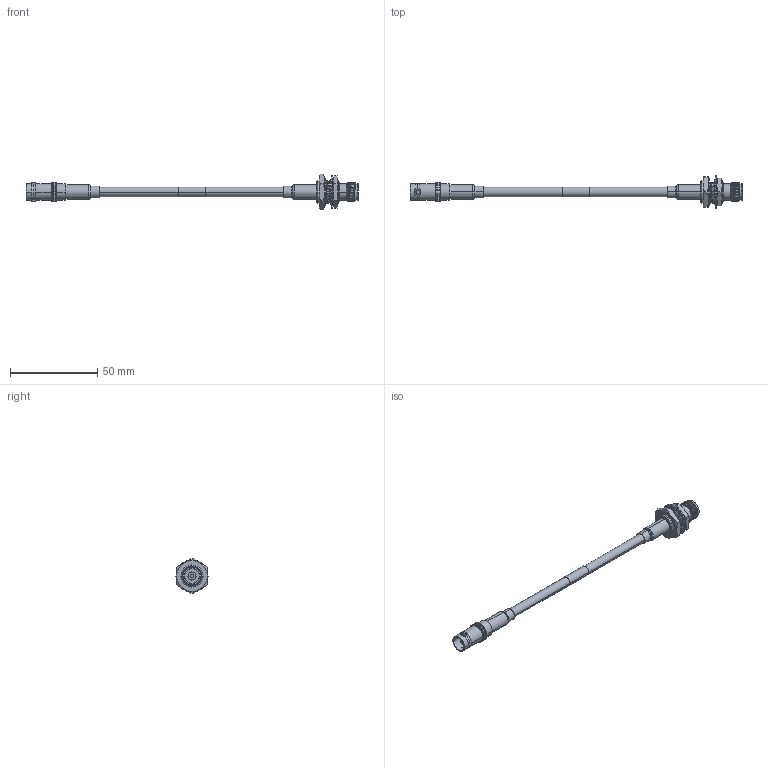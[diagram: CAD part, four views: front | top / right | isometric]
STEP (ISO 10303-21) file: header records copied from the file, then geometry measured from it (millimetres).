
FILE_DESCRIPTION (( 'STEP AP203' ), '1' );
FILE_NAME ('FMCA2712.STEP', '2022-03-09T17:28:37', ( '' ), ( '' ), 'SwSTEP 2.0', 'SolidWorks 2021', '' );
FILE_SCHEMA (( 'CONFIG_CONTROL_DESIGN' ));
Length unit declared in the file: millimetre
Products named in the file (7): CA-240-MA1_.75" Long; FMCN1761; FMCN1761_FERRULE; FMCN1573; RG223_with label; FMCA2712
Assembly tree (7 placements, depth 3):
  FMCA2712
    RG223_with label
    FMCN1573
    FMCN1761
      FMCN1761
      FMCN1761_FERRULE
    CA-240-MA1_.75" Long  x2
Bounding box: 190 x 18.34 x 20.21 mm (x, y, z)
Volume: 7429.7 mm3; surface area: 10474.1 mm2
Topology: 11 solids, 12 shells, 597 faces, 1596 edges, 1041 vertices
Faces by surface type: cylinder 335, plane 93, bspline 75, cone 66, torus 28
Entity records: 32335 total; most frequent: CARTESIAN_POINT 17578, ORIENTED_EDGE 3104, DIRECTION 2881, EDGE_CURVE 1552, AXIS2_PLACEMENT_3D 1193, VERTEX_POINT 1017, CIRCLE 682, EDGE_LOOP 607
